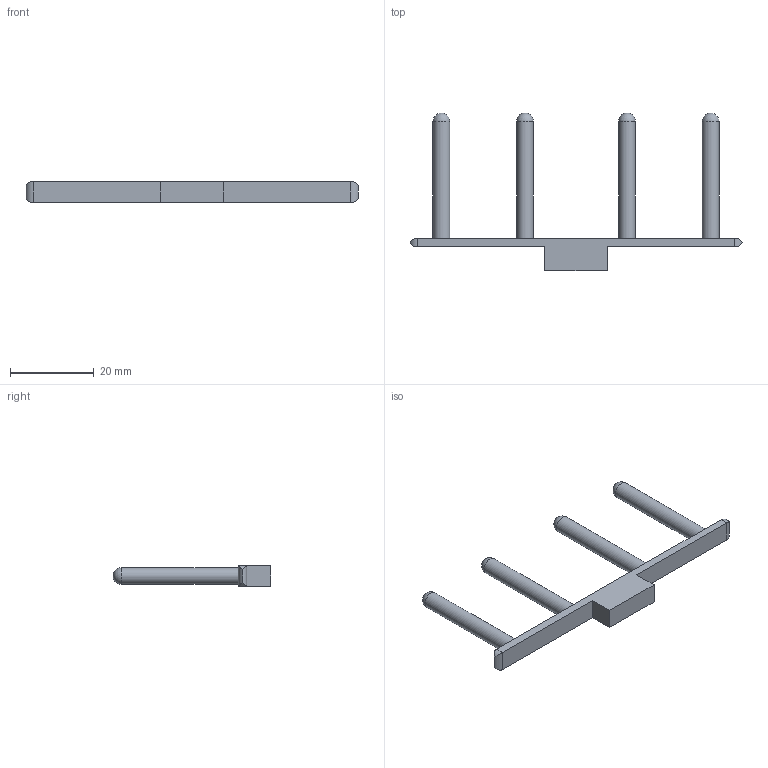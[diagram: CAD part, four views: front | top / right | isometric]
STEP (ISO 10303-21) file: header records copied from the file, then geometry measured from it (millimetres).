
FILE_DESCRIPTION(/* description */ ('STEP AP242','CAx-IF Rec.Pracs.---Representation and Presentation of Product Manufacturing Information (PMI)---4.0---2014-10-13','CAx-IF Rec.Pracs.---3D Tessellated Geometry---0.4---2014-09-14','2;1'),/* implementation_level */ '2;1');
FILE_NAME(/* name */ '661d88cd89d8d33628853b6d',/* time_stamp */ '2024-04-15T20:06:38Z',/* author */ (''),/* organization */ (''),/* preprocessor_version */ 'ST-DEVELOPER v20',/* originating_system */ ' ',/* authorisation */ ' ');
FILE_SCHEMA (('AP242_MANAGED_MODEL_BASED_3D_ENGINEERING_MIM_LF { 1 0 10303 442 1 1 4 }'));
Length unit declared in the file: metre
Products named in the file (1): Straight Hooks
Bounding box: 79.46 x 37.8 x 5 mm (x, y, z)
Volume: 2692.6 mm3; surface area: 2800.9 mm2
Topology: 1 solids, 1 shells, 24 faces, 61 edges, 39 vertices
Faces by surface type: cylinder 12, plane 8, sphere 4
Full cylindrical faces by diameter (mm): 4 x4
Entity records: 604 total; most frequent: DIRECTION 108, CARTESIAN_POINT 95, ORIENTED_EDGE 84, EDGE_CURVE 42, AXIS2_PLACEMENT_3D 41, EDGE_LOOP 32, FACE_BOUND 32, VERTEX_POINT 28
